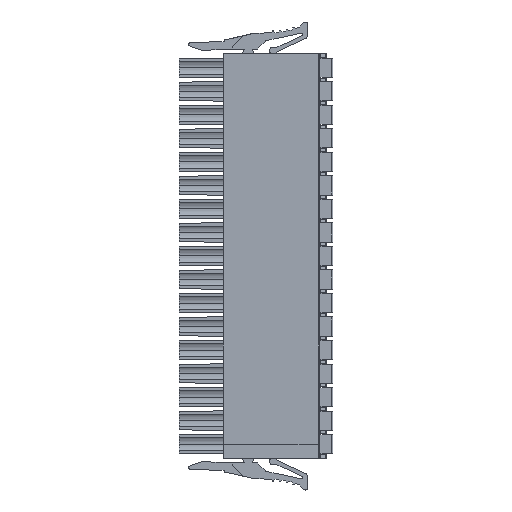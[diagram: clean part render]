
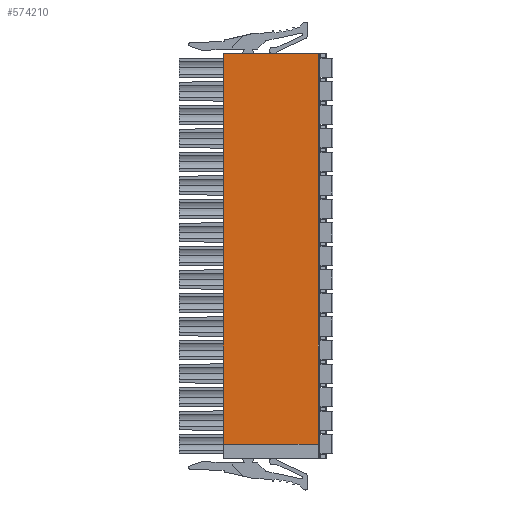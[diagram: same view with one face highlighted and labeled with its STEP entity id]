
A CAD part, front view. The second image highlights one B-rep face of the part: STEP entity #574210.
In plain terms, the highlighted planar face has unit normal (0, -1, 0).
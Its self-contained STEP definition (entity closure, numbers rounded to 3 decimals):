
#83850=CARTESIAN_POINT('',(33.872,39.887,
-8.5));
#83860=VERTEX_POINT('',#83850);
#83890=CARTESIAN_POINT('',(0.,39.887,-8.5));
#83900=DIRECTION('',(-1.,0.,0.));
#83910=VECTOR('',#83900,1.);
#83920=LINE('',#83890,#83910);
#83930=CARTESIAN_POINT('',(19.772,39.887,
-8.5));
#83940=VERTEX_POINT('',#83930);
#83950=EDGE_CURVE('',#83860,#83940,#83920,.T.);
#409790=CARTESIAN_POINT('',(19.772,39.887,
-66.625));
#409800=VERTEX_POINT('',#409790);
#414140=CARTESIAN_POINT('',(19.772,39.887,-52.5));
#414150=DIRECTION('',(0.,0.,-1.));
#414160=VECTOR('',#414150,1.);
#414170=LINE('',#414140,#414160);
#414180=EDGE_CURVE('',#83940,#409800,#414170,.T.);
#559850=CARTESIAN_POINT('',(33.872,39.887,
-63.125));
#559860=DIRECTION('',(0.,0.,-1.));
#559870=VECTOR('',#559860,1.);
#559880=LINE('',#559850,#559870);
#559890=CARTESIAN_POINT('',(33.872,39.887,
-66.625));
#559900=VERTEX_POINT('',#559890);
#559910=EDGE_CURVE('',#83860,#559900,#559880,.T.);
#574050=CARTESIAN_POINT('',(19.772,39.887,
-63.125));
#574060=DIRECTION('',(0.,-1.,0.));
#574070=DIRECTION('',(-1.,0.,0.));
#574080=AXIS2_PLACEMENT_3D('',#574050,#574060,#574070);
#574090=PLANE('',#574080);
#574100=ORIENTED_EDGE('',*,*,#83950,.T.);
#574110=ORIENTED_EDGE('',*,*,#559910,.F.);
#574120=CARTESIAN_POINT('',(0.,39.887,-66.625));
#574130=DIRECTION('',(-1.,0.,0.));
#574140=VECTOR('',#574130,1.);
#574150=LINE('',#574120,#574140);
#574160=EDGE_CURVE('',#559900,#409800,#574150,.T.);
#574170=ORIENTED_EDGE('',*,*,#574160,.F.);
#574180=ORIENTED_EDGE('',*,*,#414180,.T.);
#574190=EDGE_LOOP('',(#574180,#574170,#574110,#574100));
#574200=FACE_OUTER_BOUND('',#574190,.T.);
#574210=ADVANCED_FACE('',(#574200),#574090,.T.);
